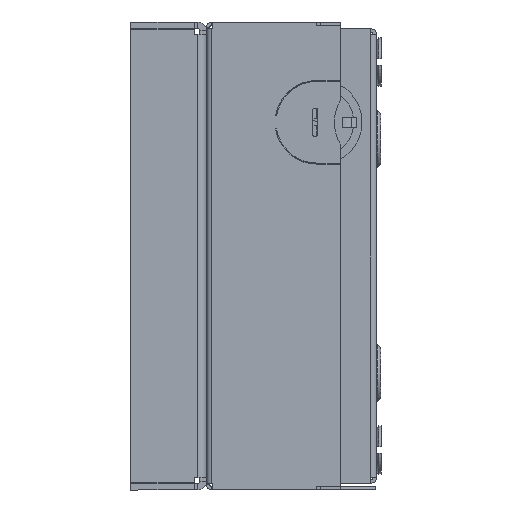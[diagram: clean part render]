
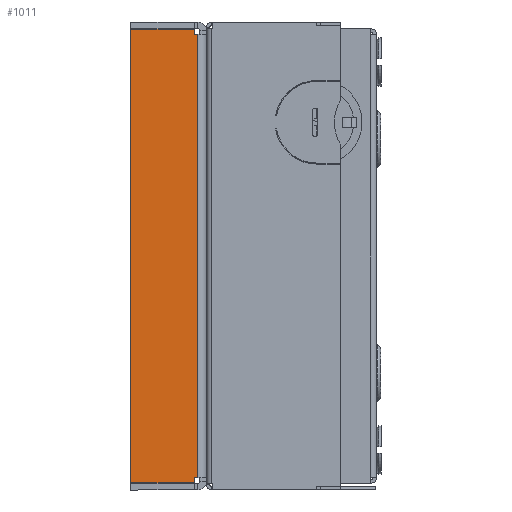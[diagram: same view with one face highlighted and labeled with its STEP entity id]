
A CAD part, left-side view. The second image highlights one B-rep face of the part: STEP entity #1011.
In plain terms, the highlighted face is planar.
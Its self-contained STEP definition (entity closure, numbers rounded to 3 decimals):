
#85 = CARTESIAN_POINT ( 'NONE',  ( 67.9, 70., 0. ) ) ;
#510 = CARTESIAN_POINT ( 'NONE',  ( 67.9, 70., -20.7 ) ) ;
#522 = DIRECTION ( 'NONE',  ( -1., 0., 0. ) ) ;
#1011 = ADVANCED_FACE ( 'NONE', ( #40256 ), #10474, .T. ) ;
#1113 = DIRECTION ( 'NONE',  ( 0., 0., -1. ) ) ;
#1185 = CARTESIAN_POINT ( 'NONE',  ( -70., 70., -19.1 ) ) ;
#1287 = ORIENTED_EDGE ( 'NONE', *, *, #30890, .T. ) ;
#1719 = EDGE_CURVE ( 'NONE', #3302, #31876, #22148, .T. ) ;
#3302 = VERTEX_POINT ( 'NONE', #42479 ) ;
#3458 = VECTOR ( 'NONE', #5337, 1000. ) ;
#3505 = DIRECTION ( 'NONE',  ( 0., 1., 0. ) ) ;
#5200 = LINE ( 'NONE', #29945, #39833 ) ;
#5337 = DIRECTION ( 'NONE',  ( 0., 0., -1. ) ) ;
#5452 = EDGE_CURVE ( 'NONE', #18965, #46670, #5200, .T. ) ;
#6662 = EDGE_CURVE ( 'NONE', #11158, #18965, #9597, .T. ) ;
#6911 = VERTEX_POINT ( 'NONE', #27233 ) ;
#7350 = DIRECTION ( 'NONE',  ( 0., 0., 1. ) ) ;
#8156 = ORIENTED_EDGE ( 'NONE', *, *, #1719, .F. ) ;
#8471 = LINE ( 'NONE', #22619, #43878 ) ;
#9233 = ORIENTED_EDGE ( 'NONE', *, *, #40628, .T. ) ;
#9597 = LINE ( 'NONE', #1185, #12361 ) ;
#10474 = PLANE ( 'NONE',  #33425 ) ;
#11158 = VERTEX_POINT ( 'NONE', #46198 ) ;
#11276 = VECTOR ( 'NONE', #15164, 1000. ) ;
#12361 = VECTOR ( 'NONE', #45177, 1000. ) ;
#12538 = CARTESIAN_POINT ( 'NONE',  ( 66.4, 70., -19.1 ) ) ;
#15164 = DIRECTION ( 'NONE',  ( 0., 0., 1. ) ) ;
#16575 = DIRECTION ( 'NONE',  ( 1., 0., 0. ) ) ;
#17428 = CARTESIAN_POINT ( 'NONE',  ( -70., 70., -22.7 ) ) ;
#18458 = EDGE_LOOP ( 'NONE', ( #30152, #34189, #25782, #1287, #29420, #8156, #21633, #9233 ) ) ;
#18965 = VERTEX_POINT ( 'NONE', #35610 ) ;
#19253 = DIRECTION ( 'NONE',  ( 1., 0., 0. ) ) ;
#20122 = VECTOR ( 'NONE', #522, 1000. ) ;
#21559 = VERTEX_POINT ( 'NONE', #44366 ) ;
#21633 = ORIENTED_EDGE ( 'NONE', *, *, #42145, .F. ) ;
#22148 = LINE ( 'NONE', #510, #11276 ) ;
#22619 = CARTESIAN_POINT ( 'NONE',  ( 66.4, 70., -20.1 ) ) ;
#23451 = VECTOR ( 'NONE', #30548, 1000. ) ;
#23583 = LINE ( 'NONE', #33936, #3458 ) ;
#25296 = EDGE_CURVE ( 'NONE', #31876, #6911, #33431, .T. ) ;
#25322 = EDGE_CURVE ( 'NONE', #46670, #21559, #8471, .T. ) ;
#25782 = ORIENTED_EDGE ( 'NONE', *, *, #6662, .F. ) ;
#27233 = CARTESIAN_POINT ( 'NONE',  ( -67.9, 70., 0. ) ) ;
#28145 = CARTESIAN_POINT ( 'NONE',  ( -66.4, 70., -20.1 ) ) ;
#29420 = ORIENTED_EDGE ( 'NONE', *, *, #25296, .F. ) ;
#29945 = CARTESIAN_POINT ( 'NONE',  ( -66.4, 70., -22.7 ) ) ;
#30152 = ORIENTED_EDGE ( 'NONE', *, *, #25322, .F. ) ;
#30548 = DIRECTION ( 'NONE',  ( 0., 0., 1. ) ) ;
#30736 = CARTESIAN_POINT ( 'NONE',  ( -70., 70., -19.1 ) ) ;
#30890 = EDGE_CURVE ( 'NONE', #11158, #6911, #47185, .T. ) ;
#31876 = VERTEX_POINT ( 'NONE', #85 ) ;
#33206 = CARTESIAN_POINT ( 'NONE',  ( -70., 70., 0. ) ) ;
#33425 = AXIS2_PLACEMENT_3D ( 'NONE', #17428, #3505, #7350 ) ;
#33431 = LINE ( 'NONE', #33206, #20122 ) ;
#33936 = CARTESIAN_POINT ( 'NONE',  ( 66.4, 70., -22.7 ) ) ;
#34189 = ORIENTED_EDGE ( 'NONE', *, *, #5452, .F. ) ;
#34357 = VERTEX_POINT ( 'NONE', #12538 ) ;
#34835 = LINE ( 'NONE', #30736, #36395 ) ;
#35610 = CARTESIAN_POINT ( 'NONE',  ( -66.4, 70., -19.1 ) ) ;
#36395 = VECTOR ( 'NONE', #16575, 1000. ) ;
#39833 = VECTOR ( 'NONE', #1113, 1000. ) ;
#40256 = FACE_OUTER_BOUND ( 'NONE', #18458, .T. ) ;
#40628 = EDGE_CURVE ( 'NONE', #34357, #21559, #23583, .T. ) ;
#42145 = EDGE_CURVE ( 'NONE', #34357, #3302, #34835, .T. ) ;
#42479 = CARTESIAN_POINT ( 'NONE',  ( 67.9, 70., -19.1 ) ) ;
#43586 = CARTESIAN_POINT ( 'NONE',  ( -67.9, 70., -20.7 ) ) ;
#43878 = VECTOR ( 'NONE', #19253, 1000. ) ;
#44366 = CARTESIAN_POINT ( 'NONE',  ( 66.4, 70., -20.1 ) ) ;
#45177 = DIRECTION ( 'NONE',  ( 1., 0., 0. ) ) ;
#46198 = CARTESIAN_POINT ( 'NONE',  ( -67.9, 70., -19.1 ) ) ;
#46670 = VERTEX_POINT ( 'NONE', #28145 ) ;
#47185 = LINE ( 'NONE', #43586, #23451 ) ;
